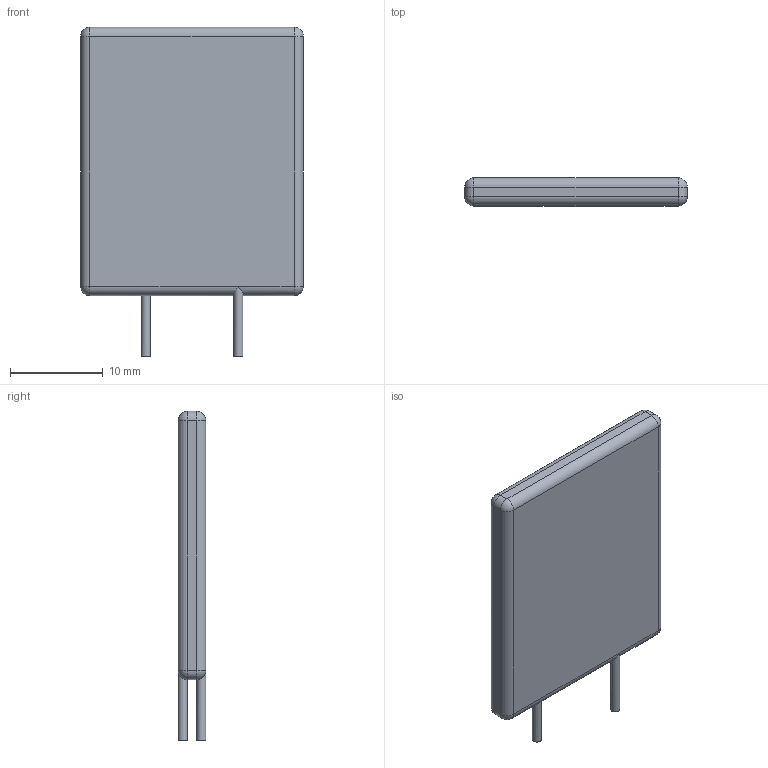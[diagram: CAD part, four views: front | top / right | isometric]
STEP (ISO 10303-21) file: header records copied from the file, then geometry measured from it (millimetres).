
FILE_DESCRIPTION(('FreeCAD Model'),'2;1');
FILE_NAME('RKEF500.step','2021-03-10T13:21:02',( 'Author'),(''),'Open CASCADE STEP processor 7.4','FreeCAD','Unknown' );
FILE_SCHEMA(('AUTOMOTIVE_DESIGN { 1 0 10303 214 1 1 1 1 }'));
Length unit declared in the file: millimetre
Products named in the file (1): Fusion
Bounding box: 24.1 x 3 x 35.6 mm (x, y, z)
Volume: 2060.5 mm3; surface area: 1661.6 mm2
Topology: 1 solids, 1 shells, 32 faces, 70 edges, 32 vertices
Faces by surface type: cylinder 16, plane 8, sphere 8
Full cylindrical faces by diameter (mm): 1 x2
Entity records: 2363 total; most frequent: CARTESIAN_POINT 889, DIRECTION 226, ORIENTED_EDGE 124, PCURVE 124, DEFINITIONAL_REPRESENTATION 124, LINE 108, VECTOR 108, EDGE_CURVE 62
